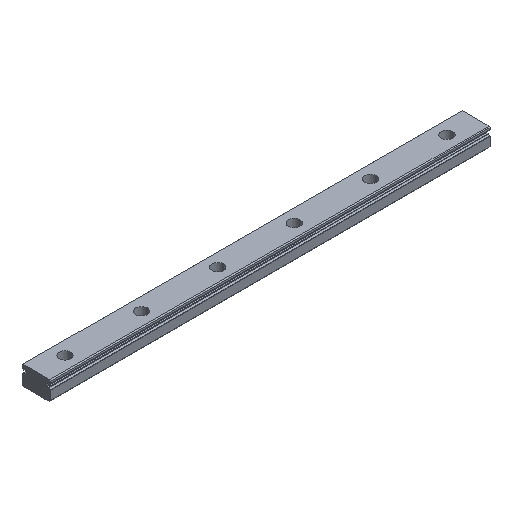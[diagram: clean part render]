
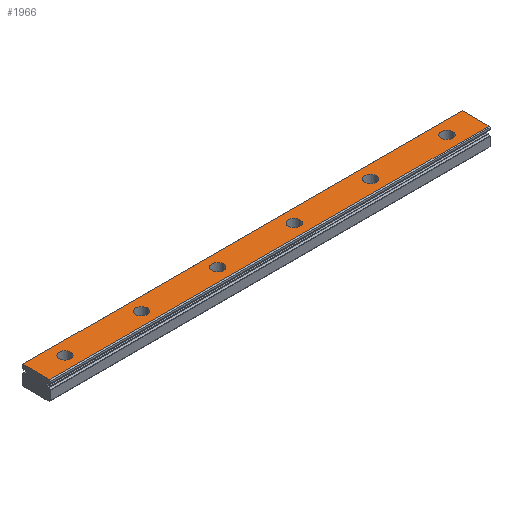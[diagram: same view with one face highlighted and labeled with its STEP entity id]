
A CAD part, isometric view. The second image highlights one B-rep face of the part: STEP entity #1966.
In plain terms, the highlighted planar face has unit normal (0, 0, 1).
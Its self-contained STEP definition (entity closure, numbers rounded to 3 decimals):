
#22 = CARTESIAN_POINT ( 'NONE',  ( 120., 0., 10. ) ) ;
#26 = VERTEX_POINT ( 'NONE', #2204 ) ;
#35 = FACE_BOUND ( 'NONE', #1113, .T. ) ;
#55 = EDGE_LOOP ( 'NONE', ( #766, #647 ) ) ;
#59 = DIRECTION ( 'NONE',  ( 1., 0., 0. ) ) ;
#66 = VERTEX_POINT ( 'NONE', #1124 ) ;
#69 = CARTESIAN_POINT ( 'NONE',  ( -15., 7., 10. ) ) ;
#82 = AXIS2_PLACEMENT_3D ( 'NONE', #528, #539, #892 ) ;
#201 = EDGE_CURVE ( 'NONE', #882, #270, #241, .T. ) ;
#208 = EDGE_LOOP ( 'NONE', ( #869, #1615 ) ) ;
#239 = LINE ( 'NONE', #69, #451 ) ;
#241 = CIRCLE ( 'NONE', #1695, 3. ) ;
#255 = DIRECTION ( 'NONE',  ( 1., 0., 0. ) ) ;
#270 = VERTEX_POINT ( 'NONE', #667 ) ;
#311 = EDGE_CURVE ( 'NONE', #2122, #1580, #1625, .T. ) ;
#331 = LINE ( 'NONE', #1830, #2193 ) ;
#362 = VERTEX_POINT ( 'NONE', #1959 ) ;
#380 = EDGE_CURVE ( 'NONE', #1052, #401, #1233, .T. ) ;
#395 = CIRCLE ( 'NONE', #2214, 3. ) ;
#401 = VERTEX_POINT ( 'NONE', #894 ) ;
#428 = FACE_BOUND ( 'NONE', #1567, .T. ) ;
#451 = VECTOR ( 'NONE', #59, 1000. ) ;
#465 = EDGE_LOOP ( 'NONE', ( #714, #1798, #774, #664 ) ) ;
#487 = DIRECTION ( 'NONE',  ( 1., 0., 0. ) ) ;
#492 = AXIS2_PLACEMENT_3D ( 'NONE', #1463, #498, #1223 ) ;
#496 = AXIS2_PLACEMENT_3D ( 'NONE', #1300, #1437, #745 ) ;
#498 = DIRECTION ( 'NONE',  ( 0., 0., -1. ) ) ;
#511 = LINE ( 'NONE', #684, #1979 ) ;
#522 = CARTESIAN_POINT ( 'NONE',  ( 200., 0., 10. ) ) ;
#528 = CARTESIAN_POINT ( 'NONE',  ( 0., 0., 10. ) ) ;
#536 = ORIENTED_EDGE ( 'NONE', *, *, #1850, .T. ) ;
#539 = DIRECTION ( 'NONE',  ( 0., 0., -1. ) ) ;
#573 = ORIENTED_EDGE ( 'NONE', *, *, #2261, .T. ) ;
#613 = DIRECTION ( 'NONE',  ( 0., 0., -1. ) ) ;
#639 = CIRCLE ( 'NONE', #492, 3. ) ;
#647 = ORIENTED_EDGE ( 'NONE', *, *, #1913, .T. ) ;
#664 = ORIENTED_EDGE ( 'NONE', *, *, #2116, .T. ) ;
#667 = CARTESIAN_POINT ( 'NONE',  ( 163., 0., 10. ) ) ;
#676 = EDGE_CURVE ( 'NONE', #1381, #1052, #239, .T. ) ;
#680 = DIRECTION ( 'NONE',  ( 0., 0., -1. ) ) ;
#683 = CARTESIAN_POINT ( 'NONE',  ( 83., 0., 10. ) ) ;
#684 = CARTESIAN_POINT ( 'NONE',  ( -15., -7., 10. ) ) ;
#694 = CIRCLE ( 'NONE', #1539, 3. ) ;
#706 = AXIS2_PLACEMENT_3D ( 'NONE', #870, #613, #1560 ) ;
#714 = ORIENTED_EDGE ( 'NONE', *, *, #380, .F. ) ;
#717 = CIRCLE ( 'NONE', #2050, 3. ) ;
#726 = CARTESIAN_POINT ( 'NONE',  ( 157., 0., 10. ) ) ;
#732 = DIRECTION ( 'NONE',  ( 1., 0., 0. ) ) ;
#734 = AXIS2_PLACEMENT_3D ( 'NONE', #1784, #1097, #1609 ) ;
#745 = DIRECTION ( 'NONE',  ( 1., 0., 0. ) ) ;
#750 = DIRECTION ( 'NONE',  ( 1., 0., 0. ) ) ;
#766 = ORIENTED_EDGE ( 'NONE', *, *, #1614, .T. ) ;
#769 = VERTEX_POINT ( 'NONE', #1565 ) ;
#771 = DIRECTION ( 'NONE',  ( 0., 0., -1. ) ) ;
#774 = ORIENTED_EDGE ( 'NONE', *, *, #1157, .F. ) ;
#817 = VECTOR ( 'NONE', #1005, 1000. ) ;
#846 = AXIS2_PLACEMENT_3D ( 'NONE', #2102, #1403, #487 ) ;
#868 = CARTESIAN_POINT ( 'NONE',  ( 40., 0., 10. ) ) ;
#869 = ORIENTED_EDGE ( 'NONE', *, *, #1557, .T. ) ;
#870 = CARTESIAN_POINT ( 'NONE',  ( 80., 0., 10. ) ) ;
#879 = ORIENTED_EDGE ( 'NONE', *, *, #1997, .T. ) ;
#882 = VERTEX_POINT ( 'NONE', #726 ) ;
#892 = DIRECTION ( 'NONE',  ( 1., 0., 0. ) ) ;
#894 = CARTESIAN_POINT ( 'NONE',  ( 215., -7., 10. ) ) ;
#895 = VERTEX_POINT ( 'NONE', #1071 ) ;
#938 = CARTESIAN_POINT ( 'NONE',  ( -15., 7., 10. ) ) ;
#949 = ORIENTED_EDGE ( 'NONE', *, *, #2338, .T. ) ;
#951 = VERTEX_POINT ( 'NONE', #1982 ) ;
#957 = VERTEX_POINT ( 'NONE', #1622 ) ;
#962 = PLANE ( 'NONE',  #1951 ) ;
#974 = EDGE_LOOP ( 'NONE', ( #1103, #1619 ) ) ;
#975 = FACE_OUTER_BOUND ( 'NONE', #465, .T. ) ;
#1005 = DIRECTION ( 'NONE',  ( 0., -1., 0. ) ) ;
#1019 = CIRCLE ( 'NONE', #496, 3. ) ;
#1020 = DIRECTION ( 'NONE',  ( 1., 0., 0. ) ) ;
#1035 = CIRCLE ( 'NONE', #82, 3. ) ;
#1051 = CARTESIAN_POINT ( 'NONE',  ( 215., -7., 10. ) ) ;
#1052 = VERTEX_POINT ( 'NONE', #1588 ) ;
#1071 = CARTESIAN_POINT ( 'NONE',  ( -3., 0., 10. ) ) ;
#1097 = DIRECTION ( 'NONE',  ( 0., 0., -1. ) ) ;
#1103 = ORIENTED_EDGE ( 'NONE', *, *, #311, .T. ) ;
#1113 = EDGE_LOOP ( 'NONE', ( #536, #573 ) ) ;
#1124 = CARTESIAN_POINT ( 'NONE',  ( 37., 0., 10. ) ) ;
#1136 = CIRCLE ( 'NONE', #2349, 3. ) ;
#1154 = CARTESIAN_POINT ( 'NONE',  ( -15., -7., 10. ) ) ;
#1157 = EDGE_CURVE ( 'NONE', #362, #1381, #331, .T. ) ;
#1223 = DIRECTION ( 'NONE',  ( 1., 0., 0. ) ) ;
#1227 = CARTESIAN_POINT ( 'NONE',  ( 160., 0., 10. ) ) ;
#1233 = LINE ( 'NONE', #1051, #817 ) ;
#1236 = CIRCLE ( 'NONE', #846, 3. ) ;
#1238 = DIRECTION ( 'NONE',  ( 1., 0., 0. ) ) ;
#1300 = CARTESIAN_POINT ( 'NONE',  ( 40., 0., 10. ) ) ;
#1341 = CARTESIAN_POINT ( 'NONE',  ( 117., 0., 10. ) ) ;
#1381 = VERTEX_POINT ( 'NONE', #938 ) ;
#1393 = DIRECTION ( 'NONE',  ( 0., 0., -1. ) ) ;
#1403 = DIRECTION ( 'NONE',  ( 0., 0., -1. ) ) ;
#1407 = DIRECTION ( 'NONE',  ( 0., 0., -1. ) ) ;
#1437 = DIRECTION ( 'NONE',  ( 0., 0., -1. ) ) ;
#1463 = CARTESIAN_POINT ( 'NONE',  ( 0., 0., 10. ) ) ;
#1539 = AXIS2_PLACEMENT_3D ( 'NONE', #2114, #1393, #1964 ) ;
#1557 = EDGE_CURVE ( 'NONE', #951, #26, #1136, .T. ) ;
#1560 = DIRECTION ( 'NONE',  ( 1., 0., 0. ) ) ;
#1565 = CARTESIAN_POINT ( 'NONE',  ( 123., 0., 10. ) ) ;
#1567 = EDGE_LOOP ( 'NONE', ( #879, #949 ) ) ;
#1580 = VERTEX_POINT ( 'NONE', #683 ) ;
#1588 = CARTESIAN_POINT ( 'NONE',  ( 215., 7., 10. ) ) ;
#1603 = ORIENTED_EDGE ( 'NONE', *, *, #2064, .T. ) ;
#1609 = DIRECTION ( 'NONE',  ( 1., 0., 0. ) ) ;
#1610 = CIRCLE ( 'NONE', #2181, 3. ) ;
#1614 = EDGE_CURVE ( 'NONE', #895, #957, #639, .T. ) ;
#1615 = ORIENTED_EDGE ( 'NONE', *, *, #1889, .T. ) ;
#1619 = ORIENTED_EDGE ( 'NONE', *, *, #2092, .T. ) ;
#1622 = CARTESIAN_POINT ( 'NONE',  ( 3., 0., 10. ) ) ;
#1625 = CIRCLE ( 'NONE', #706, 3. ) ;
#1629 = CARTESIAN_POINT ( 'NONE',  ( 43., 0., 10. ) ) ;
#1631 = VERTEX_POINT ( 'NONE', #1629 ) ;
#1678 = FACE_BOUND ( 'NONE', #55, .T. ) ;
#1695 = AXIS2_PLACEMENT_3D ( 'NONE', #1227, #1407, #1020 ) ;
#1771 = CIRCLE ( 'NONE', #734, 3. ) ;
#1784 = CARTESIAN_POINT ( 'NONE',  ( 200., 0., 10. ) ) ;
#1798 = ORIENTED_EDGE ( 'NONE', *, *, #676, .F. ) ;
#1830 = CARTESIAN_POINT ( 'NONE',  ( -15., -7., 10. ) ) ;
#1850 = EDGE_CURVE ( 'NONE', #66, #1631, #395, .T. ) ;
#1889 = EDGE_CURVE ( 'NONE', #26, #951, #1771, .T. ) ;
#1890 = DIRECTION ( 'NONE',  ( 0., 0., -1. ) ) ;
#1913 = EDGE_CURVE ( 'NONE', #957, #895, #1035, .T. ) ;
#1926 = CARTESIAN_POINT ( 'NONE',  ( 77., 0., 10. ) ) ;
#1951 = AXIS2_PLACEMENT_3D ( 'NONE', #1154, #2203, #2212 ) ;
#1959 = CARTESIAN_POINT ( 'NONE',  ( -15., -7., 10. ) ) ;
#1964 = DIRECTION ( 'NONE',  ( 1., 0., 0. ) ) ;
#1966 = ADVANCED_FACE ( 'NONE', ( #975, #1678, #35, #2038, #428, #2018, #2195 ), #962, .T. ) ;
#1970 = EDGE_LOOP ( 'NONE', ( #2080, #1603 ) ) ;
#1979 = VECTOR ( 'NONE', #1238, 1000. ) ;
#1982 = CARTESIAN_POINT ( 'NONE',  ( 197., 0., 10. ) ) ;
#1983 = DIRECTION ( 'NONE',  ( 1., 0., 0. ) ) ;
#1997 = EDGE_CURVE ( 'NONE', #2334, #769, #1610, .T. ) ;
#2018 = FACE_BOUND ( 'NONE', #1970, .T. ) ;
#2038 = FACE_BOUND ( 'NONE', #974, .T. ) ;
#2050 = AXIS2_PLACEMENT_3D ( 'NONE', #2065, #1890, #255 ) ;
#2064 = EDGE_CURVE ( 'NONE', #270, #882, #1236, .T. ) ;
#2065 = CARTESIAN_POINT ( 'NONE',  ( 120., 0., 10. ) ) ;
#2080 = ORIENTED_EDGE ( 'NONE', *, *, #201, .T. ) ;
#2092 = EDGE_CURVE ( 'NONE', #1580, #2122, #694, .T. ) ;
#2102 = CARTESIAN_POINT ( 'NONE',  ( 160., 0., 10. ) ) ;
#2114 = CARTESIAN_POINT ( 'NONE',  ( 80., 0., 10. ) ) ;
#2116 = EDGE_CURVE ( 'NONE', #362, #401, #511, .T. ) ;
#2122 = VERTEX_POINT ( 'NONE', #1926 ) ;
#2179 = DIRECTION ( 'NONE',  ( 0., 1., 0. ) ) ;
#2181 = AXIS2_PLACEMENT_3D ( 'NONE', #22, #771, #750 ) ;
#2193 = VECTOR ( 'NONE', #2179, 1000. ) ;
#2195 = FACE_BOUND ( 'NONE', #208, .T. ) ;
#2203 = DIRECTION ( 'NONE',  ( 0., 0., 1. ) ) ;
#2204 = CARTESIAN_POINT ( 'NONE',  ( 203., 0., 10. ) ) ;
#2212 = DIRECTION ( 'NONE',  ( 0., -1., 0. ) ) ;
#2214 = AXIS2_PLACEMENT_3D ( 'NONE', #868, #680, #1983 ) ;
#2261 = EDGE_CURVE ( 'NONE', #1631, #66, #1019, .T. ) ;
#2334 = VERTEX_POINT ( 'NONE', #1341 ) ;
#2338 = EDGE_CURVE ( 'NONE', #769, #2334, #717, .T. ) ;
#2349 = AXIS2_PLACEMENT_3D ( 'NONE', #522, #2350, #732 ) ;
#2350 = DIRECTION ( 'NONE',  ( 0., 0., -1. ) ) ;
